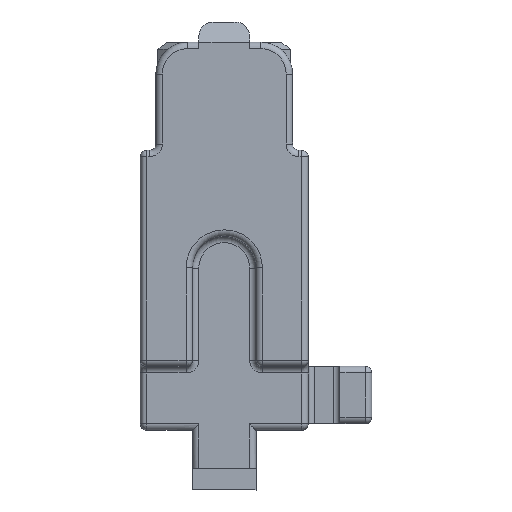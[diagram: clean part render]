
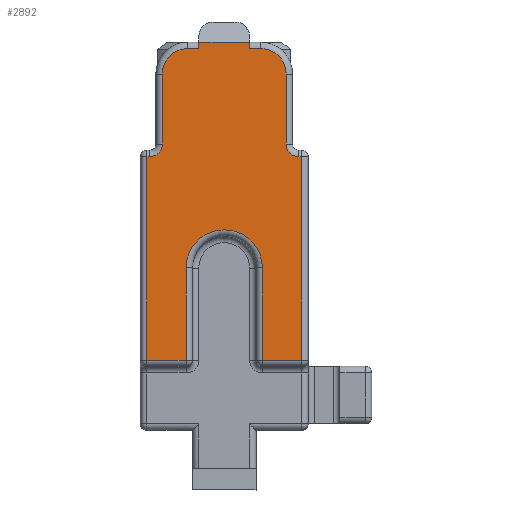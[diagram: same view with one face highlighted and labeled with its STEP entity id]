
A CAD part, top view. The second image highlights one B-rep face of the part: STEP entity #2892.
In plain terms, the highlighted planar face has unit normal (0, 0, 1).
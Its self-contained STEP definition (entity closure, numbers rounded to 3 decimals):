
#2720=CARTESIAN_POINT('',(0.,0.,28.));
#2721=DIRECTION('',(0.,0.,1.));
#2722=DIRECTION('',(1.,0.,0.));
#2723=AXIS2_PLACEMENT_3D('',#2720,#2721,#2722);
#2724=PLANE('',#2723);
#2725=CARTESIAN_POINT('',(6.,-4.5,28.));
#2726=VERTEX_POINT('',#2725);
#2727=CARTESIAN_POINT('',(6.,-19.,28.));
#2728=VERTEX_POINT('',#2727);
#2729=CARTESIAN_POINT('',(6.,-4.5,28.));
#2730=DIRECTION('',(0.,-1.,-0.));
#2731=VECTOR('',#2730,14.5);
#2732=LINE('',#2729,#2731);
#2733=EDGE_CURVE('',#2726,#2728,#2732,.T.);
#2734=ORIENTED_EDGE('',*,*,#2733,.T.);
#2735=CARTESIAN_POINT('',(12.2,-19.,28.));
#2736=VERTEX_POINT('',#2735);
#2737=CARTESIAN_POINT('',(6.,-19.,28.));
#2738=DIRECTION('',(1.,0.,-0.));
#2739=VECTOR('',#2738,6.2);
#2740=LINE('',#2737,#2739);
#2741=EDGE_CURVE('',#2728,#2736,#2740,.T.);
#2742=ORIENTED_EDGE('',*,*,#2741,.T.);
#2743=CARTESIAN_POINT('',(12.2,13.,28.));
#2744=VERTEX_POINT('',#2743);
#2745=CARTESIAN_POINT('',(12.2,-19.,28.));
#2746=DIRECTION('',(-0.,1.,-0.));
#2747=VECTOR('',#2746,32.);
#2748=LINE('',#2745,#2747);
#2749=EDGE_CURVE('',#2736,#2744,#2748,.T.);
#2750=ORIENTED_EDGE('',*,*,#2749,.T.);
#2751=CARTESIAN_POINT('',(11.75,13.,28.));
#2752=VERTEX_POINT('',#2751);
#2753=CARTESIAN_POINT('',(12.2,13.,28.));
#2754=DIRECTION('',(-1.,-0.,0.));
#2755=VECTOR('',#2754,0.45);
#2756=LINE('',#2753,#2755);
#2757=EDGE_CURVE('',#2744,#2752,#2756,.T.);
#2758=ORIENTED_EDGE('',*,*,#2757,.T.);
#2759=CARTESIAN_POINT('',(9.75,15.,28.));
#2760=VERTEX_POINT('',#2759);
#2761=CARTESIAN_POINT('',(11.75,15.,28.));
#2762=DIRECTION('',(-0.,-0.,-1.));
#2763=DIRECTION('',(1.,0.,-0.));
#2764=AXIS2_PLACEMENT_3D('',#2761,#2762,#2763);
#2765=CIRCLE('',#2764,2.);
#2766=EDGE_CURVE('',#2752,#2760,#2765,.T.);
#2767=ORIENTED_EDGE('',*,*,#2766,.T.);
#2768=CARTESIAN_POINT('',(9.75,26.,28.));
#2769=VERTEX_POINT('',#2768);
#2770=CARTESIAN_POINT('',(9.75,15.,28.));
#2771=DIRECTION('',(0.,1.,0.));
#2772=VECTOR('',#2771,11.);
#2773=LINE('',#2770,#2772);
#2774=EDGE_CURVE('',#2760,#2769,#2773,.T.);
#2775=ORIENTED_EDGE('',*,*,#2774,.T.);
#2776=CARTESIAN_POINT('',(5.75,30.,28.));
#2777=VERTEX_POINT('',#2776);
#2778=CARTESIAN_POINT('',(5.75,26.,28.));
#2779=DIRECTION('',(0.,0.,1.));
#2780=DIRECTION('',(1.,0.,-0.));
#2781=AXIS2_PLACEMENT_3D('',#2778,#2779,#2780);
#2782=CIRCLE('',#2781,4.);
#2783=EDGE_CURVE('',#2769,#2777,#2782,.T.);
#2784=ORIENTED_EDGE('',*,*,#2783,.T.);
#2785=CARTESIAN_POINT('',(4.,30.,28.));
#2786=VERTEX_POINT('',#2785);
#2787=CARTESIAN_POINT('',(5.75,30.,28.));
#2788=DIRECTION('',(-1.,-0.,-0.));
#2789=VECTOR('',#2788,1.75);
#2790=LINE('',#2787,#2789);
#2791=EDGE_CURVE('',#2777,#2786,#2790,.T.);
#2792=ORIENTED_EDGE('',*,*,#2791,.T.);
#2793=CARTESIAN_POINT('',(4.,31.,28.));
#2794=VERTEX_POINT('',#2793);
#2795=CARTESIAN_POINT('',(4.,30.,28.));
#2796=DIRECTION('',(0.,1.,0.));
#2797=VECTOR('',#2796,1.);
#2798=LINE('',#2795,#2797);
#2799=EDGE_CURVE('',#2786,#2794,#2798,.T.);
#2800=ORIENTED_EDGE('',*,*,#2799,.T.);
#2801=CARTESIAN_POINT('',(-4.,31.,28.));
#2802=VERTEX_POINT('',#2801);
#2803=CARTESIAN_POINT('',(4.,31.,28.));
#2804=DIRECTION('',(-1.,0.,0.));
#2805=VECTOR('',#2804,8.);
#2806=LINE('',#2803,#2805);
#2807=EDGE_CURVE('',#2794,#2802,#2806,.T.);
#2808=ORIENTED_EDGE('',*,*,#2807,.T.);
#2809=CARTESIAN_POINT('',(-4.,30.,28.));
#2810=VERTEX_POINT('',#2809);
#2811=CARTESIAN_POINT('',(-4.,31.,28.));
#2812=DIRECTION('',(0.,-1.,0.));
#2813=VECTOR('',#2812,1.);
#2814=LINE('',#2811,#2813);
#2815=EDGE_CURVE('',#2802,#2810,#2814,.T.);
#2816=ORIENTED_EDGE('',*,*,#2815,.T.);
#2817=CARTESIAN_POINT('',(-5.75,30.,28.));
#2818=VERTEX_POINT('',#2817);
#2819=CARTESIAN_POINT('',(-4.,30.,28.));
#2820=DIRECTION('',(-1.,-0.,-0.));
#2821=VECTOR('',#2820,1.75);
#2822=LINE('',#2819,#2821);
#2823=EDGE_CURVE('',#2810,#2818,#2822,.T.);
#2824=ORIENTED_EDGE('',*,*,#2823,.T.);
#2825=CARTESIAN_POINT('',(-9.75,26.,28.));
#2826=VERTEX_POINT('',#2825);
#2827=CARTESIAN_POINT('',(-5.75,26.,28.));
#2828=DIRECTION('',(0.,0.,1.));
#2829=DIRECTION('',(1.,0.,-0.));
#2830=AXIS2_PLACEMENT_3D('',#2827,#2828,#2829);
#2831=CIRCLE('',#2830,4.);
#2832=EDGE_CURVE('',#2818,#2826,#2831,.T.);
#2833=ORIENTED_EDGE('',*,*,#2832,.T.);
#2834=CARTESIAN_POINT('',(-9.75,15.,28.));
#2835=VERTEX_POINT('',#2834);
#2836=CARTESIAN_POINT('',(-9.75,26.,28.));
#2837=DIRECTION('',(-0.,-1.,0.));
#2838=VECTOR('',#2837,11.);
#2839=LINE('',#2836,#2838);
#2840=EDGE_CURVE('',#2826,#2835,#2839,.T.);
#2841=ORIENTED_EDGE('',*,*,#2840,.T.);
#2842=CARTESIAN_POINT('',(-11.75,13.,28.));
#2843=VERTEX_POINT('',#2842);
#2844=CARTESIAN_POINT('',(-11.75,15.,28.));
#2845=DIRECTION('',(-0.,-0.,-1.));
#2846=DIRECTION('',(1.,0.,-0.));
#2847=AXIS2_PLACEMENT_3D('',#2844,#2845,#2846);
#2848=CIRCLE('',#2847,2.);
#2849=EDGE_CURVE('',#2835,#2843,#2848,.T.);
#2850=ORIENTED_EDGE('',*,*,#2849,.T.);
#2851=CARTESIAN_POINT('',(-12.2,13.,28.));
#2852=VERTEX_POINT('',#2851);
#2853=CARTESIAN_POINT('',(-11.75,13.,28.));
#2854=DIRECTION('',(-1.,0.,0.));
#2855=VECTOR('',#2854,0.45);
#2856=LINE('',#2853,#2855);
#2857=EDGE_CURVE('',#2843,#2852,#2856,.T.);
#2858=ORIENTED_EDGE('',*,*,#2857,.T.);
#2859=CARTESIAN_POINT('',(-12.2,-19.,28.));
#2860=VERTEX_POINT('',#2859);
#2861=CARTESIAN_POINT('',(-12.2,13.,28.));
#2862=DIRECTION('',(0.,-1.,-0.));
#2863=VECTOR('',#2862,32.);
#2864=LINE('',#2861,#2863);
#2865=EDGE_CURVE('',#2852,#2860,#2864,.T.);
#2866=ORIENTED_EDGE('',*,*,#2865,.T.);
#2867=CARTESIAN_POINT('',(-6.,-19.,28.));
#2868=VERTEX_POINT('',#2867);
#2869=CARTESIAN_POINT('',(-12.2,-19.,28.));
#2870=DIRECTION('',(1.,0.,-0.));
#2871=VECTOR('',#2870,6.2);
#2872=LINE('',#2869,#2871);
#2873=EDGE_CURVE('',#2860,#2868,#2872,.T.);
#2874=ORIENTED_EDGE('',*,*,#2873,.T.);
#2875=CARTESIAN_POINT('',(-6.,-4.5,28.));
#2876=VERTEX_POINT('',#2875);
#2877=CARTESIAN_POINT('',(-6.,-19.,28.));
#2878=DIRECTION('',(-0.,1.,-0.));
#2879=VECTOR('',#2878,14.5);
#2880=LINE('',#2877,#2879);
#2881=EDGE_CURVE('',#2868,#2876,#2880,.T.);
#2882=ORIENTED_EDGE('',*,*,#2881,.T.);
#2883=CARTESIAN_POINT('',(-0.,-4.5,28.));
#2884=DIRECTION('',(-0.,-0.,-1.));
#2885=DIRECTION('',(1.,0.,-0.));
#2886=AXIS2_PLACEMENT_3D('',#2883,#2884,#2885);
#2887=CIRCLE('',#2886,6.);
#2888=EDGE_CURVE('',#2876,#2726,#2887,.T.);
#2889=ORIENTED_EDGE('',*,*,#2888,.T.);
#2890=EDGE_LOOP('',(#2734,#2742,#2750,#2758,#2767,#2775,#2784,#2792,#2800,#2808,#2816,#2824,#2833,#2841,#2850,#2858,#2866,#2874,#2882,#2889));
#2891=FACE_BOUND('',#2890,.T.);
#2892=ADVANCED_FACE('',(#2891),#2724,.T.);
